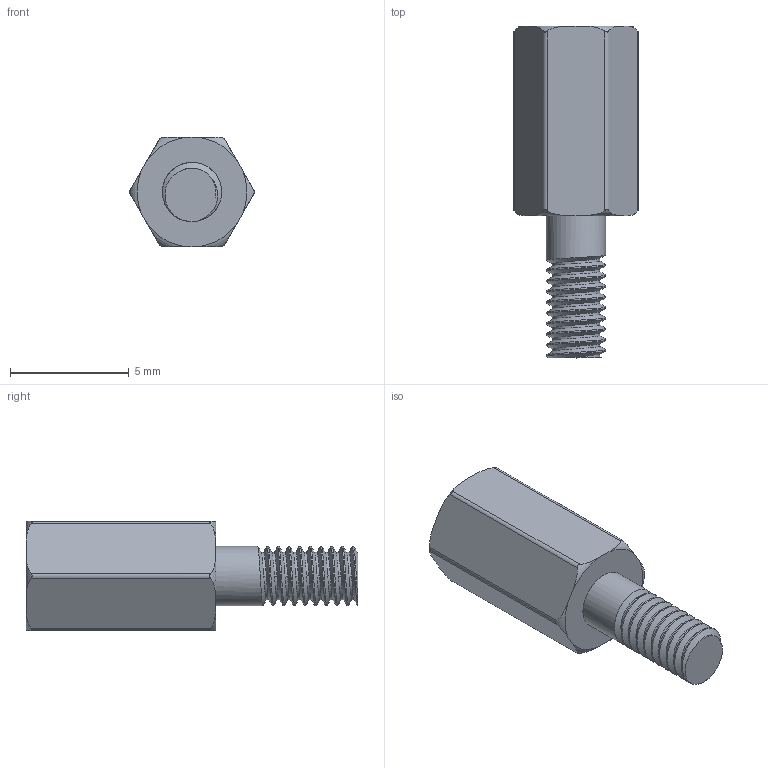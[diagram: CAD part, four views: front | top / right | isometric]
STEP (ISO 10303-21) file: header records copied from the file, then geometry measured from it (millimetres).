
FILE_DESCRIPTION(/* description */ (''),/* implementation_level */ '2;1');
FILE_NAME(/* name */ 'M2.5 Copper Cylinder Single-Pass.stp',/* time_stamp */ '2025-10-23T18:35:52+08:00',/* author */ ('11208'),/* organization */ (''),/* preprocessor_version */ 'ST-DEVELOPER v20',/* originating_system */ 'Autodesk Inventor 2025',/* authorisation */ '');
FILE_SCHEMA (('AUTOMOTIVE_DESIGN { 1 0 10303 214 3 1 1 }'));
Length unit declared in the file: millimetre
Products named in the file (1): M2.5铜柱单通
Bounding box: 5.25 x 14 x 4.6 mm (x, y, z)
Volume: 143.5 mm3; surface area: 293.7 mm2
Topology: 1 solids, 1 shells, 74 faces, 210 edges, 140 vertices
Faces by surface type: cylinder 46, plane 12, torus 12, bspline 4
Full cylindrical faces by diameter (mm): 2 x9, 2.013 x8, 2.487 x8, 2.5 x9
Entity records: 8495 total; most frequent: CARTESIAN_POINT 6807, ORIENTED_EDGE 420, DIRECTION 248, EDGE_CURVE 210, VERTEX_POINT 140, AXIS2_PLACEMENT_3D 90, B_SPLINE_CURVE_WITH_KNOTS 82, EDGE_LOOP 76
